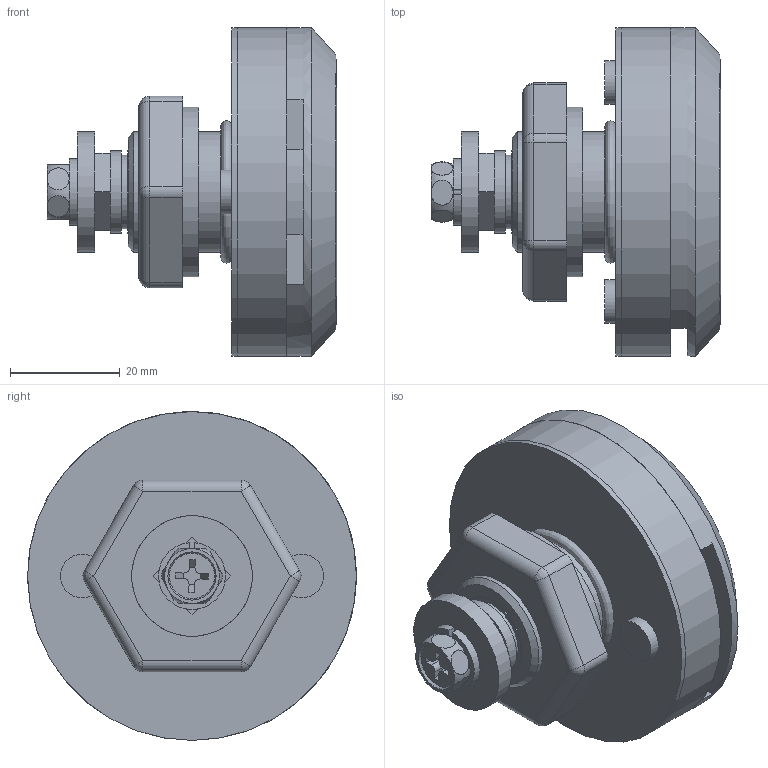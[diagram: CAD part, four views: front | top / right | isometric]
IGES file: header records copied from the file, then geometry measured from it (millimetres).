
Start section: SolidWorks IGES file using analytic representation for surfaces
Global section: file name: A-172-1-L.IGS; native system: SolidWorks 2011; preprocessor: SolidWorks 2011; author: 1337yo; date: 121009.172403; units: millimetre
Bounding box: 52.86 x 60 x 60 mm (x, y, z)
Surface area: 30260.4 mm2 (no closed solid volume)
Topology: 0 solids, 0 shells, 124 faces, 508 edges, 456 vertices
Faces by surface type: bspline 67, revolution 57
